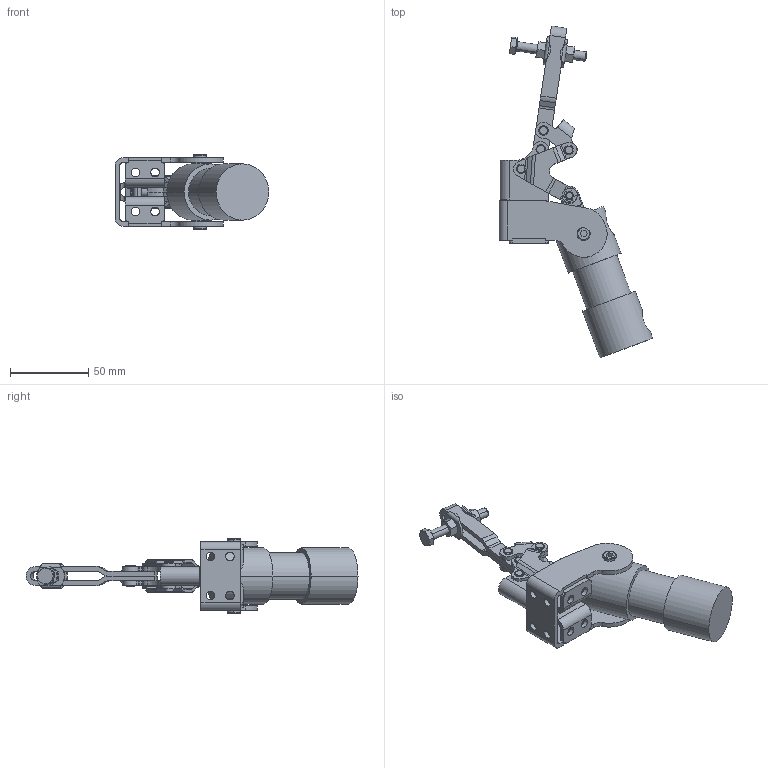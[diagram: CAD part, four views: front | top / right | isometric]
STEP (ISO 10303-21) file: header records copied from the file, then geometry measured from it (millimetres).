
FILE_DESCRIPTION((''),'2;1');
FILE_NAME('712-opened.stp','2005-09-28T10:34:55',('CAD'),(''),'Autodesk Inventor 8','Autodesk Inventor 8','');
FILE_SCHEMA(('AUTOMOTIVE_DESIGN { 1 0 10303 214 1 1 1 1 }'));
Length unit declared in the file: millimetre
Products named in the file (19): R712D1-OTEVØENÁ; 712R01D1; Welds_2; 712-01D1XD01; 712-01D1XD02; 202.0-02E1; 712-03E1; 202.0-04E1; 202.0-05E1; 712-06E1; 712-07E1; N 5x13 [D=6][d=5][d1=3,5][L=13][k=1][L1=2,5][R1=0,4][R=0,5]; N 5x18 [D=6][d=5][d1=3,5][L=18][k=1][L1=2,5][R1=0,4][R=0,5]; Šroub se šestihrannou hlavou ISO 4017 - M6x45; Matice 萐N EN 24 032 M6; Podložka DIN 125-A 5; Šroub s vnitøním šestihranem DIN 912 - M5 x 8; Kroužek 4 DIN 6799; VÁLEC PV25-40 2000056030250040
Assembly tree (25 placements, depth 3):
  R712D1-OTEVØENÁ
    712R01D1
      Welds_2
      712-01D1XD01
      712-01D1XD02
    202.0-02E1
    712-03E1
    202.0-04E1
    202.0-05E1  x2
    712-06E1
    712-07E1
    N 5x13 [D=6][d=5][d1=3,5][L=13][k=1][L1=2,5][R1=0,4][R=0,5]  x2
    N 5x18 [D=6][d=5][d1=3,5][L=18][k=1][L1=2,5][R1=0,4][R=0,5]  x2
    Šroub se šestihrannou hlavou ISO 4017 - M6x45
    Matice 萐N EN 24 032 M6  x2
    Podložka DIN 125-A 5  x2
    Šroub s vnitøním šestihranem DIN 912 - M5 x 8  x2
    Kroužek 4 DIN 6799  x2
    VÁLEC PV25-40 2000056030250040
Bounding box: 98.16 x 212.23 x 48 mm (x, y, z)
Volume: 121678 mm3; surface area: 49097.7 mm2
Topology: 23 solids, 23 shells, 638 faces, 1604 edges, 1021 vertices
Faces by surface type: cylinder 195, bspline 188, plane 183, cone 58, torus 12, sphere 2
Entity records: 19924 total; most frequent: CARTESIAN_POINT 7393, ORIENTED_EDGE 2562, DIRECTION 2491, EDGE_CURVE 1281, AXIS2_PLACEMENT_3D 915, VERTEX_POINT 827, VECTOR 661, LINE 661
